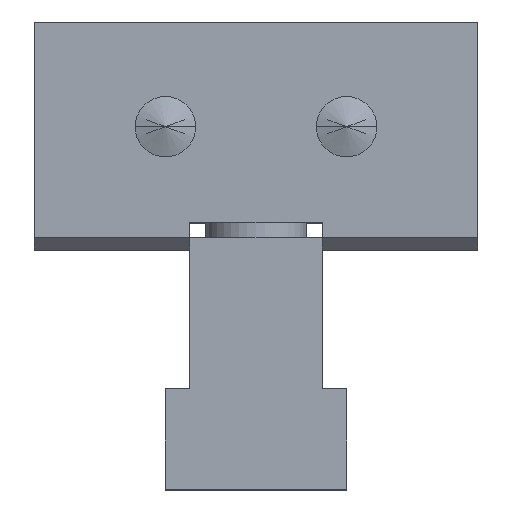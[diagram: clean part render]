
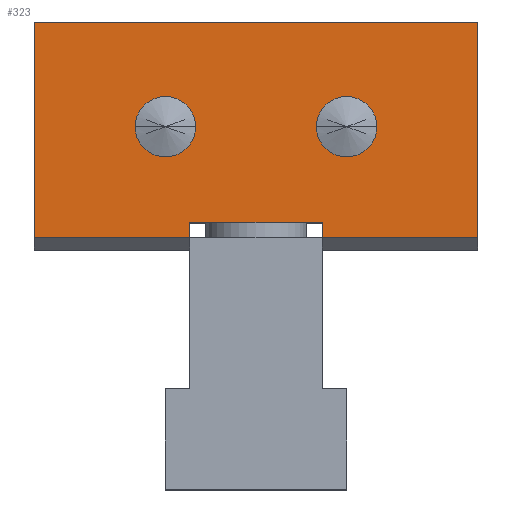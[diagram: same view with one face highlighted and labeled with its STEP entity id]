
A CAD part, top view. The second image highlights one B-rep face of the part: STEP entity #323.
In plain terms, the highlighted planar face has unit normal (0, 0, 1).
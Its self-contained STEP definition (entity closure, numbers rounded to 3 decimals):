
#323=ADVANCED_FACE('',(#659),#660,.T.);
#659=FACE_OUTER_BOUND('',#1036,.T.);
#660=PLANE('',#1037);
#1036=EDGE_LOOP('',(#1886,#1887,#1888,#1889,#1890,#1891,#1892,#1893));
#1037=AXIS2_PLACEMENT_3D('',#1894,#1895,#1896);
#1886=ORIENTED_EDGE('',*,*,#2226,.T.);
#1887=ORIENTED_EDGE('',*,*,#2263,.T.);
#1888=ORIENTED_EDGE('',*,*,#2504,.T.);
#1889=ORIENTED_EDGE('',*,*,#2501,.T.);
#1890=ORIENTED_EDGE('',*,*,#2223,.T.);
#1891=ORIENTED_EDGE('',*,*,#2301,.T.);
#1892=ORIENTED_EDGE('',*,*,#2506,.T.);
#1893=ORIENTED_EDGE('',*,*,#2486,.T.);
#1894=CARTESIAN_POINT('',(0.0,11.7,20.0));
#1895=DIRECTION('',(0.0,0.0,1.0));
#1896=DIRECTION('',(1.0,0.0,0.0));
#2223=EDGE_CURVE('',#2643,#2647,#2649,.T.);
#2226=EDGE_CURVE('',#2654,#2651,#2655,.T.);
#2263=EDGE_CURVE('',#2651,#2724,#2726,.T.);
#2301=EDGE_CURVE('',#2647,#2796,#2798,.T.);
#2486=EDGE_CURVE('',#3044,#2654,#3045,.T.);
#2501=EDGE_CURVE('',#3062,#2643,#3063,.T.);
#2504=EDGE_CURVE('',#2724,#3062,#3066,.T.);
#2506=EDGE_CURVE('',#2796,#3044,#3068,.T.);
#2643=VERTEX_POINT('',#3262);
#2647=VERTEX_POINT('',#3268);
#2649=LINE('',#3271,#3272);
#2651=VERTEX_POINT('',#3274);
#2654=VERTEX_POINT('',#3278);
#2655=LINE('',#3279,#3280);
#2724=VERTEX_POINT('',#3383);
#2726=LINE('',#3386,#3387);
#2796=VERTEX_POINT('',#3491);
#2798=LINE('',#3494,#3495);
#3044=VERTEX_POINT('',#3863);
#3045=LINE('',#3864,#3865);
#3062=VERTEX_POINT('',#3887);
#3063=LINE('',#3888,#3889);
#3066=LINE('',#3893,#3894);
#3068=LINE('',#3896,#3897);
#3262=CARTESIAN_POINT('',(6.6,2.0,20.0));
#3268=CARTESIAN_POINT('',(22.0,2.0,20.0));
#3271=CARTESIAN_POINT('',(0.5,2.0,20.0));
#3272=VECTOR('',#4140,1.0);
#3274=CARTESIAN_POINT('',(-6.6,2.0,20.0));
#3278=CARTESIAN_POINT('',(-22.0,2.0,20.0));
#3279=CARTESIAN_POINT('',(0.5,2.0,20.0));
#3280=VECTOR('',#4142,1.0);
#3383=CARTESIAN_POINT('',(-6.6,3.5,20.0));
#3386=CARTESIAN_POINT('',(-6.6,2.25,20.0));
#3387=VECTOR('',#4178,1.0);
#3491=CARTESIAN_POINT('',(22.0,23.4,20.0));
#3494=CARTESIAN_POINT('',(22.0,11.7,20.0));
#3495=VECTOR('',#4214,1.0);
#3863=CARTESIAN_POINT('',(-22.0,23.4,20.0));
#3864=CARTESIAN_POINT('',(-22.0,11.7,20.0));
#3865=VECTOR('',#4337,1.0);
#3887=CARTESIAN_POINT('',(6.6,3.5,20.0));
#3888=CARTESIAN_POINT('',(6.6,2.25,20.0));
#3889=VECTOR('',#4355,1.0);
#3893=CARTESIAN_POINT('',(0.0,3.5,20.0));
#3894=VECTOR('',#4357,1.0);
#3896=CARTESIAN_POINT('',(0.0,23.4,20.0));
#3897=VECTOR('',#4358,1.0);
#4140=DIRECTION('',(1.0,0.0,0.0));
#4142=DIRECTION('',(1.0,0.0,0.0));
#4178=DIRECTION('',(0.0,1.0,0.0));
#4214=DIRECTION('',(0.0,1.0,0.0));
#4337=DIRECTION('',(0.0,-1.0,0.0));
#4355=DIRECTION('',(0.0,-1.0,0.0));
#4357=DIRECTION('',(1.0,0.0,0.0));
#4358=DIRECTION('',(-1.0,0.0,0.0));
